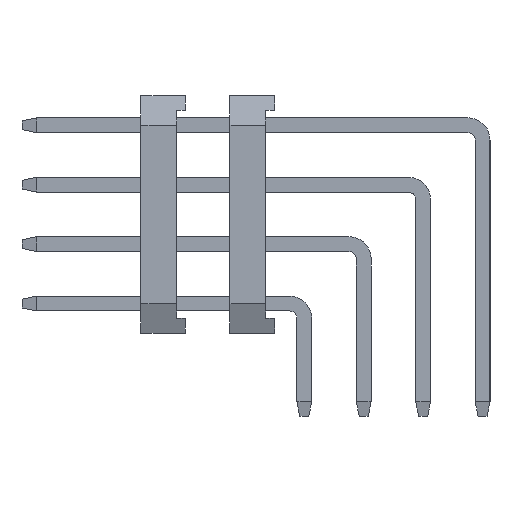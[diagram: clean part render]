
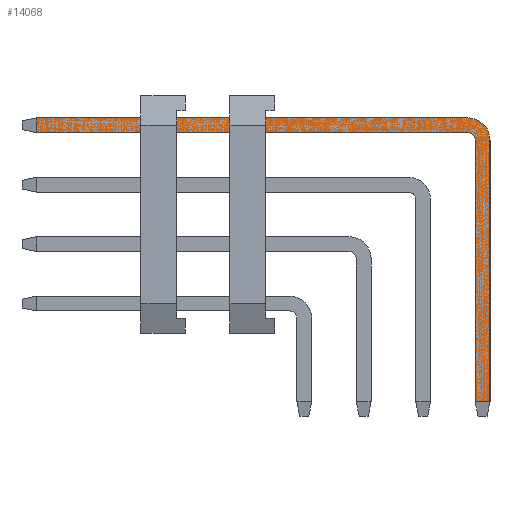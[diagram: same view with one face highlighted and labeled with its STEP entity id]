
A CAD part, left-side view. The second image highlights one B-rep face of the part: STEP entity #14068.
In plain terms, the highlighted planar face has unit normal (-1, 0, 0).
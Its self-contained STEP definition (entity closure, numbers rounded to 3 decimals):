
#13822=CARTESIAN_POINT('',(-0.25,15.,-0.25));
#13823=VERTEX_POINT('',#13822);
#13846=CARTESIAN_POINT('',(-0.25,15.,0.25));
#13847=VERTEX_POINT('',#13846);
#13848=CARTESIAN_POINT('',(-0.25,15.,-0.25));
#13849=DIRECTION('',(0.,0.,1.));
#13850=VECTOR('',#13849,0.5);
#13851=LINE('',#13848,#13850);
#13852=EDGE_CURVE('',#13823,#13847,#13851,.T.);
#13893=CARTESIAN_POINT('',(-0.25,0.5,0.25));
#13894=VERTEX_POINT('',#13893);
#13895=CARTESIAN_POINT('',(-0.25,15.,0.25));
#13896=DIRECTION('',(0.,-1.,0.));
#13897=VECTOR('',#13896,14.5);
#13898=LINE('',#13895,#13897);
#13899=EDGE_CURVE('',#13847,#13894,#13898,.T.);
#14000=CARTESIAN_POINT('',(-0.25,0.5,-0.25));
#14001=VERTEX_POINT('',#14000);
#14008=CARTESIAN_POINT('',(-0.25,0.5,-0.25));
#14009=DIRECTION('',(0.,1.,0.));
#14010=VECTOR('',#14009,14.5);
#14011=LINE('',#14008,#14010);
#14012=EDGE_CURVE('',#14001,#13823,#14011,.T.);
#14018=CARTESIAN_POINT('',(-0.25,15.5,0.25));
#14019=DIRECTION('',(0.,0.,-1.));
#14020=DIRECTION('',(-1.,-0.,-0.));
#14021=AXIS2_PLACEMENT_3D('',#14018,#14020,#14019);
#14022=PLANE('',#14021);
#14023=ORIENTED_EDGE('',*,*,#14012,.F.);
#14024=CARTESIAN_POINT('',(-0.25,0.25,-0.5));
#14025=VERTEX_POINT('',#14024);
#14026=CARTESIAN_POINT('',(-0.25,0.5,-0.5));
#14027=DIRECTION('',(0.,0.,1.));
#14028=DIRECTION('',(1.,0.,0.));
#14029=AXIS2_PLACEMENT_3D('',#14026,#14028,#14027);
#14030=CIRCLE('',#14029,0.25);
#14031=EDGE_CURVE('',#14001,#14025,#14030,.T.);
#14032=ORIENTED_EDGE('',*,*,#14031,.T.);
#14033=CARTESIAN_POINT('',(-0.25,0.25,-9.3));
#14034=VERTEX_POINT('',#14033);
#14035=CARTESIAN_POINT('',(-0.25,0.25,-0.5));
#14036=DIRECTION('',(0.,0.,-1.));
#14037=VECTOR('',#14036,8.8);
#14038=LINE('',#14035,#14037);
#14039=EDGE_CURVE('',#14025,#14034,#14038,.T.);
#14040=ORIENTED_EDGE('',*,*,#14039,.T.);
#14041=CARTESIAN_POINT('',(-0.25,-0.25,-9.3));
#14042=VERTEX_POINT('',#14041);
#14043=CARTESIAN_POINT('',(-0.25,0.25,-9.3));
#14044=DIRECTION('',(0.,-1.,0.));
#14045=VECTOR('',#14044,0.5);
#14046=LINE('',#14043,#14045);
#14047=EDGE_CURVE('',#14034,#14042,#14046,.T.);
#14048=ORIENTED_EDGE('',*,*,#14047,.T.);
#14049=CARTESIAN_POINT('',(-0.25,-0.25,-0.5));
#14050=VERTEX_POINT('',#14049);
#14051=CARTESIAN_POINT('',(-0.25,-0.25,-9.3));
#14052=DIRECTION('',(0.,0.,1.));
#14053=VECTOR('',#14052,8.8);
#14054=LINE('',#14051,#14053);
#14055=EDGE_CURVE('',#14042,#14050,#14054,.T.);
#14056=ORIENTED_EDGE('',*,*,#14055,.T.);
#14057=CARTESIAN_POINT('',(-0.25,0.5,-0.5));
#14058=DIRECTION('',(0.,-1.,0.));
#14059=DIRECTION('',(-1.,0.,0.));
#14060=AXIS2_PLACEMENT_3D('',#14057,#14059,#14058);
#14061=CIRCLE('',#14060,0.75);
#14062=EDGE_CURVE('',#14050,#13894,#14061,.T.);
#14063=ORIENTED_EDGE('',*,*,#14062,.T.);
#14064=ORIENTED_EDGE('',*,*,#13899,.F.);
#14065=ORIENTED_EDGE('',*,*,#13852,.F.);
#14066=EDGE_LOOP('',(#14023,#14032,#14040,#14048,#14056,#14063,#14064,#14065));
#14067=FACE_OUTER_BOUND('',#14066,.T.);
#14068=ADVANCED_FACE('',(#14067),#14022,.T.);
